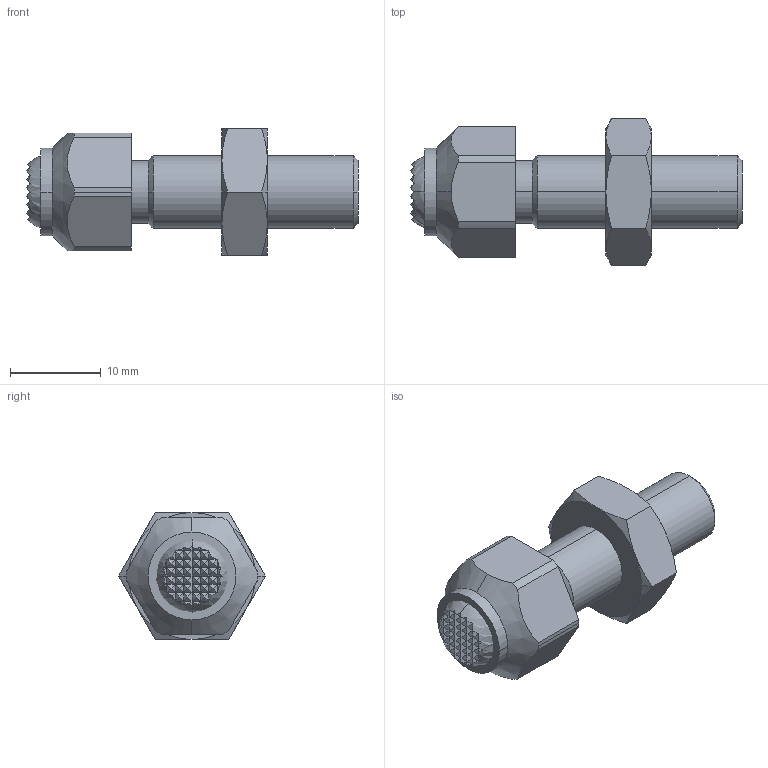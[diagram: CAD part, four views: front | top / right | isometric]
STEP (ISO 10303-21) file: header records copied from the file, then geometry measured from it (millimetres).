
FILE_DESCRIPTION(('STEP AP214'),'1');
FILE_NAME('HALDERN_EH_22740_0313.stp','2017-05-09T08:19:46',('TraceParts'),('TraceParts S.A.'),'Spatial InterOp 3D',' ',' ');
FILE_SCHEMA(('automotive_design'));
Length unit declared in the file: millimetre
Products named in the file (3): HALDERN_EH_22740_0313_1; HALDERN_EH_22740_0313_2; HALDERN_EH_22740_0313_3
Bounding box: 36.6 x 16.17 x 14 mm (x, y, z)
Volume: 3442 mm3; surface area: 2104.6 mm2
Topology: 3 solids, 3 shells, 238 faces, 460 edges, 225 vertices
Faces by surface type: plane 194, cone 26, cylinder 16, sphere 2
Entity records: 7666 total; most frequent: DIRECTION 1038, CARTESIAN_POINT 1034, ORIENTED_EDGE 912, EDGE_CURVE 456, AXIS2_PLACEMENT_3D 373, LINE 292, VECTOR 292, EDGE_LOOP 241
